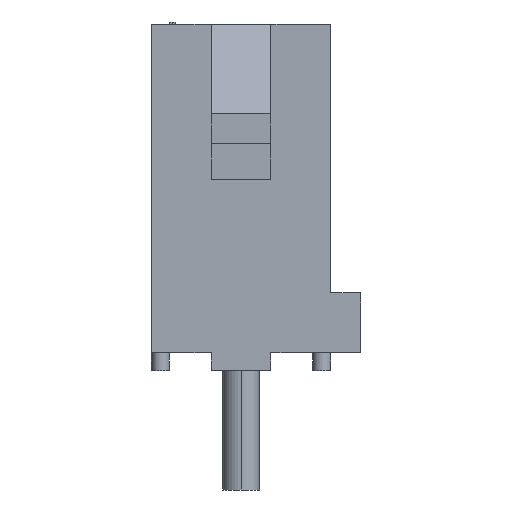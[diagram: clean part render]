
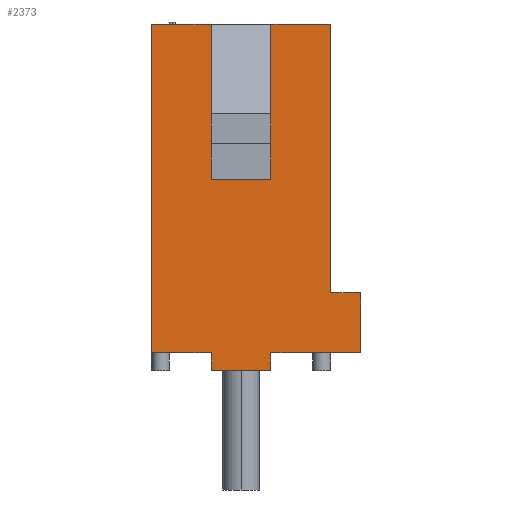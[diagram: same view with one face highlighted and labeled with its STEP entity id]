
A CAD part, left-side view. The second image highlights one B-rep face of the part: STEP entity #2373.
In plain terms, the highlighted planar face has unit normal (-1, 0, 0).
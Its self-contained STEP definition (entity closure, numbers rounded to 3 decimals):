
#2254=CARTESIAN_POINT('',(-13.335,-5.525,15.469));
#2255=DIRECTION('',(1.0,0.0,0.0));
#2256=DIRECTION('',(0.0,0.0,-1.0));
#2257=AXIS2_PLACEMENT_3D('',#2254,#2255,#2256);
#2258=PLANE('',#2257);
#2259=CARTESIAN_POINT('',(-13.335,-1.27,14.732));
#2260=VERTEX_POINT('',#2259);
#2261=CARTESIAN_POINT('',(-13.335,-3.81,14.732));
#2262=VERTEX_POINT('',#2261);
#2263=CARTESIAN_POINT('',(-13.335,-1.27,14.732));
#2264=DIRECTION('',(0.0,-1.0,0.0));
#2265=VECTOR('',#2264,2.54);
#2266=LINE('',#2263,#2265);
#2267=EDGE_CURVE('',#2260,#2262,#2266,.T.);
#2268=ORIENTED_EDGE('',*,*,#2267,.F.);
#2269=CARTESIAN_POINT('',(-13.335,-1.27,8.128));
#2270=VERTEX_POINT('',#2269);
#2271=CARTESIAN_POINT('',(-13.335,-1.27,14.732));
#2272=DIRECTION('',(0.0,0.0,-1.0));
#2273=VECTOR('',#2272,6.604);
#2274=LINE('',#2271,#2273);
#2275=EDGE_CURVE('',#2260,#2270,#2274,.T.);
#2276=ORIENTED_EDGE('',*,*,#2275,.T.);
#2277=CARTESIAN_POINT('',(-13.335,1.27,8.128));
#2278=VERTEX_POINT('',#2277);
#2279=CARTESIAN_POINT('',(-13.335,-1.27,8.128));
#2280=DIRECTION('',(0.0,1.0,0.0));
#2281=VECTOR('',#2280,2.54);
#2282=LINE('',#2279,#2281);
#2283=EDGE_CURVE('',#2270,#2278,#2282,.T.);
#2284=ORIENTED_EDGE('',*,*,#2283,.T.);
#2285=CARTESIAN_POINT('',(-13.335,1.27,14.732));
#2286=VERTEX_POINT('',#2285);
#2287=CARTESIAN_POINT('',(-13.335,1.27,14.732));
#2288=DIRECTION('',(0.0,0.0,-1.0));
#2289=VECTOR('',#2288,6.604);
#2290=LINE('',#2287,#2289);
#2291=EDGE_CURVE('',#2286,#2278,#2290,.T.);
#2292=ORIENTED_EDGE('',*,*,#2291,.F.);
#2293=CARTESIAN_POINT('',(-13.335,3.81,14.732));
#2294=VERTEX_POINT('',#2293);
#2295=CARTESIAN_POINT('',(-13.335,3.81,14.732));
#2296=DIRECTION('',(0.0,-1.0,0.0));
#2297=VECTOR('',#2296,2.54);
#2298=LINE('',#2295,#2297);
#2299=EDGE_CURVE('',#2294,#2286,#2298,.T.);
#2300=ORIENTED_EDGE('',*,*,#2299,.F.);
#2301=CARTESIAN_POINT('',(-13.335,3.81,0.762));
#2302=VERTEX_POINT('',#2301);
#2303=CARTESIAN_POINT('',(-13.335,3.81,0.762));
#2304=DIRECTION('',(0.0,0.0,1.0));
#2305=VECTOR('',#2304,13.97);
#2306=LINE('',#2303,#2305);
#2307=EDGE_CURVE('',#2302,#2294,#2306,.T.);
#2308=ORIENTED_EDGE('',*,*,#2307,.F.);
#2309=CARTESIAN_POINT('',(-13.335,1.27,0.762));
#2310=VERTEX_POINT('',#2309);
#2311=CARTESIAN_POINT('',(-13.335,1.27,0.762));
#2312=DIRECTION('',(0.0,1.0,0.0));
#2313=VECTOR('',#2312,2.54);
#2314=LINE('',#2311,#2313);
#2315=EDGE_CURVE('',#2310,#2302,#2314,.T.);
#2316=ORIENTED_EDGE('',*,*,#2315,.F.);
#2317=CARTESIAN_POINT('',(-13.335,1.27,0.0));
#2318=VERTEX_POINT('',#2317);
#2319=CARTESIAN_POINT('',(-13.335,1.27,0.0));
#2320=DIRECTION('',(0.0,0.0,1.0));
#2321=VECTOR('',#2320,0.762);
#2322=LINE('',#2319,#2321);
#2323=EDGE_CURVE('',#2318,#2310,#2322,.T.);
#2324=ORIENTED_EDGE('',*,*,#2323,.F.);
#2325=CARTESIAN_POINT('',(-13.335,-1.27,0.0));
#2326=VERTEX_POINT('',#2325);
#2327=CARTESIAN_POINT('',(-13.335,-1.27,0.0));
#2328=DIRECTION('',(0.0,1.0,0.0));
#2329=VECTOR('',#2328,2.54);
#2330=LINE('',#2327,#2329);
#2331=EDGE_CURVE('',#2326,#2318,#2330,.T.);
#2332=ORIENTED_EDGE('',*,*,#2331,.F.);
#2333=CARTESIAN_POINT('',(-13.335,-1.27,0.762));
#2334=VERTEX_POINT('',#2333);
#2335=CARTESIAN_POINT('',(-13.335,-1.27,0.0));
#2336=DIRECTION('',(0.0,0.0,1.0));
#2337=VECTOR('',#2336,0.762);
#2338=LINE('',#2335,#2337);
#2339=EDGE_CURVE('',#2326,#2334,#2338,.T.);
#2340=ORIENTED_EDGE('',*,*,#2339,.T.);
#2341=CARTESIAN_POINT('',(-13.335,-5.08,0.762));
#2342=VERTEX_POINT('',#2341);
#2343=CARTESIAN_POINT('',(-13.335,-5.08,0.762));
#2344=DIRECTION('',(0.0,1.0,0.0));
#2345=VECTOR('',#2344,3.81);
#2346=LINE('',#2343,#2345);
#2347=EDGE_CURVE('',#2342,#2334,#2346,.T.);
#2348=ORIENTED_EDGE('',*,*,#2347,.F.);
#2349=CARTESIAN_POINT('',(-13.335,-5.08,3.302));
#2350=VERTEX_POINT('',#2349);
#2351=CARTESIAN_POINT('',(-13.335,-5.08,0.762));
#2352=DIRECTION('',(0.0,0.0,1.0));
#2353=VECTOR('',#2352,2.54);
#2354=LINE('',#2351,#2353);
#2355=EDGE_CURVE('',#2342,#2350,#2354,.T.);
#2356=ORIENTED_EDGE('',*,*,#2355,.T.);
#2357=CARTESIAN_POINT('',(-13.335,-3.81,3.302));
#2358=VERTEX_POINT('',#2357);
#2359=CARTESIAN_POINT('',(-13.335,-3.81,3.302));
#2360=DIRECTION('',(0.0,-1.0,0.0));
#2361=VECTOR('',#2360,1.27);
#2362=LINE('',#2359,#2361);
#2363=EDGE_CURVE('',#2358,#2350,#2362,.T.);
#2364=ORIENTED_EDGE('',*,*,#2363,.F.);
#2365=CARTESIAN_POINT('',(-13.335,-3.81,14.732));
#2366=DIRECTION('',(0.0,0.0,-1.0));
#2367=VECTOR('',#2366,11.43);
#2368=LINE('',#2365,#2367);
#2369=EDGE_CURVE('',#2262,#2358,#2368,.T.);
#2370=ORIENTED_EDGE('',*,*,#2369,.F.);
#2371=EDGE_LOOP('',(#2268,#2276,#2284,#2292,#2300,#2308,#2316,#2324,#2332,#2340,#2348,#2356,#2364,#2370));
#2372=FACE_OUTER_BOUND('',#2371,.T.);
#2373=ADVANCED_FACE('',(#2372),#2258,.F.);
